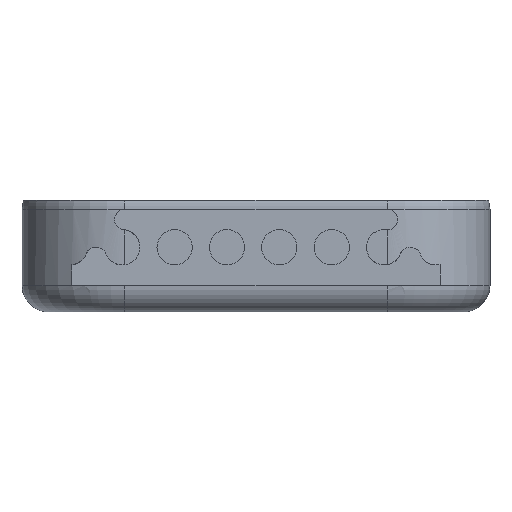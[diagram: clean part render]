
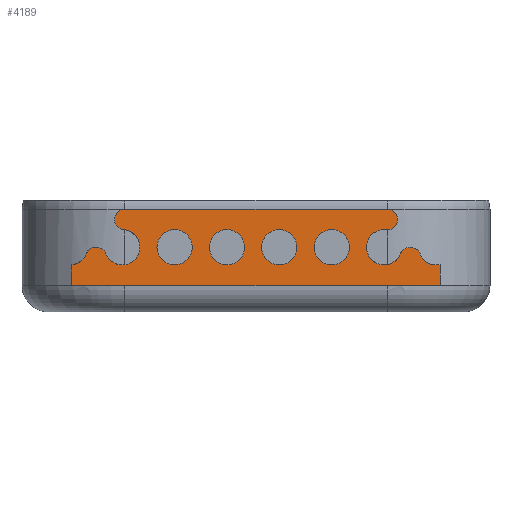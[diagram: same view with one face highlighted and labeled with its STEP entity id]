
A CAD part, front view. The second image highlights one B-rep face of the part: STEP entity #4189.
In plain terms, the highlighted planar face has unit normal (0, -1, 0).
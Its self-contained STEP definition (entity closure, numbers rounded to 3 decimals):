
#1527=CARTESIAN_POINT('',(-58.842,-17.9,-1.6));
#1528=VERTEX_POINT('',#1527);
#1536=CARTESIAN_POINT('',(-58.842,-17.9,-0.896));
#1537=VERTEX_POINT('',#1536);
#1538=CARTESIAN_POINT('',(-58.842,-17.9,-0.896));
#1539=DIRECTION('',(0.,0.,-1.));
#1540=VECTOR('',#1539,0.704);
#1541=LINE('',#1538,#1540);
#1542=EDGE_CURVE('',#1537,#1528,#1541,.T.);
#1731=CARTESIAN_POINT('',(-46.307,-17.9,-0.887));
#1732=VERTEX_POINT('',#1731);
#1749=CARTESIAN_POINT('',(-46.307,-17.9,-1.6));
#1750=VERTEX_POINT('',#1749);
#1751=CARTESIAN_POINT('',(-46.307,-17.9,-1.6));
#1752=DIRECTION('',(-0.,-0.,1.));
#1753=VECTOR('',#1752,0.713);
#1754=LINE('',#1751,#1753);
#1755=EDGE_CURVE('',#1750,#1732,#1754,.T.);
#3912=CARTESIAN_POINT('',(-58.352,-17.9,-0.521));
#3913=VERTEX_POINT('',#3912);
#3914=CARTESIAN_POINT('',(-58.91,-17.9,-0.3));
#3915=DIRECTION('',(0.,-1.,0.));
#3916=DIRECTION('',(0.,0.,-1.));
#3917=AXIS2_PLACEMENT_3D('',#3914,#3915,#3916);
#3918=CIRCLE('',#3917,0.6);
#3919=EDGE_CURVE('',#1537,#3913,#3918,.T.);
#3936=CARTESIAN_POINT('',(-57.685,-17.9,-0.521));
#3937=VERTEX_POINT('',#3936);
#3944=CARTESIAN_POINT('',(-57.123,-17.9,0.3));
#3945=VERTEX_POINT('',#3944);
#3946=CARTESIAN_POINT('',(-57.127,-17.9,-0.3));
#3947=DIRECTION('',(0.,-1.,0.));
#3948=DIRECTION('',(0.,0.,-1.));
#3949=AXIS2_PLACEMENT_3D('',#3946,#3947,#3948);
#3950=CIRCLE('',#3949,0.6);
#3951=EDGE_CURVE('',#3937,#3945,#3950,.T.);
#3964=CARTESIAN_POINT('',(0.,-17.9,0.));
#3965=DIRECTION('',(0.,1.,0.));
#3966=DIRECTION('',(1.,0.,0.));
#3967=AXIS2_PLACEMENT_3D('',#3964,#3965,#3966);
#3968=PLANE('',#3967);
#3969=ORIENTED_EDGE('',*,*,#1542,.T.);
#3970=CARTESIAN_POINT('',(-58.842,-17.9,-1.6));
#3971=DIRECTION('',(1.,0.,-0.));
#3972=VECTOR('',#3971,12.535);
#3973=LINE('',#3970,#3972);
#3974=EDGE_CURVE('',#1528,#1750,#3973,.T.);
#3975=ORIENTED_EDGE('',*,*,#3974,.T.);
#3976=ORIENTED_EDGE('',*,*,#1755,.T.);
#3977=CARTESIAN_POINT('',(-46.991,-17.9,-0.521));
#3978=VERTEX_POINT('',#3977);
#3979=CARTESIAN_POINT('',(-46.433,-17.9,-0.3));
#3980=DIRECTION('',(0.,-1.,0.));
#3981=DIRECTION('',(0.,0.,-1.));
#3982=AXIS2_PLACEMENT_3D('',#3979,#3980,#3981);
#3983=CIRCLE('',#3982,0.6);
#3984=EDGE_CURVE('',#3978,#1732,#3983,.T.);
#3985=ORIENTED_EDGE('',*,*,#3984,.F.);
#3986=CARTESIAN_POINT('',(-47.316,-17.9,-0.3));
#3987=VERTEX_POINT('',#3986);
#3988=CARTESIAN_POINT('',(-47.316,-17.9,-0.65));
#3989=DIRECTION('',(0.,1.,0.));
#3990=DIRECTION('',(0.,-0.,1.));
#3991=AXIS2_PLACEMENT_3D('',#3988,#3989,#3990);
#3992=CIRCLE('',#3991,0.35);
#3993=EDGE_CURVE('',#3987,#3978,#3992,.T.);
#3994=ORIENTED_EDGE('',*,*,#3993,.F.);
#3995=CARTESIAN_POINT('',(-47.332,-17.9,-0.3));
#3996=VERTEX_POINT('',#3995);
#3997=CARTESIAN_POINT('',(-47.316,-17.9,-0.3));
#3998=DIRECTION('',(-1.,0.,0.));
#3999=VECTOR('',#3998,0.016);
#4000=LINE('',#3997,#3999);
#4001=EDGE_CURVE('',#3987,#3996,#4000,.T.);
#4002=ORIENTED_EDGE('',*,*,#4001,.T.);
#4003=CARTESIAN_POINT('',(-47.658,-17.9,-0.521));
#4004=VERTEX_POINT('',#4003);
#4005=CARTESIAN_POINT('',(-47.332,-17.9,-0.65));
#4006=DIRECTION('',(0.,1.,0.));
#4007=DIRECTION('',(0.,-0.,1.));
#4008=AXIS2_PLACEMENT_3D('',#4005,#4006,#4007);
#4009=CIRCLE('',#4008,0.35);
#4010=EDGE_CURVE('',#4004,#3996,#4009,.T.);
#4011=ORIENTED_EDGE('',*,*,#4010,.F.);
#4012=CARTESIAN_POINT('',(-48.215,-17.9,0.3));
#4013=VERTEX_POINT('',#4012);
#4014=CARTESIAN_POINT('',(-48.215,-17.9,-0.3));
#4015=DIRECTION('',(0.,-1.,0.));
#4016=DIRECTION('',(0.,0.,-1.));
#4017=AXIS2_PLACEMENT_3D('',#4014,#4015,#4016);
#4018=CIRCLE('',#4017,0.6);
#4019=EDGE_CURVE('',#4013,#4004,#4018,.T.);
#4020=ORIENTED_EDGE('',*,*,#4019,.F.);
#4021=CARTESIAN_POINT('',(-48.211,-17.9,0.3));
#4022=VERTEX_POINT('',#4021);
#4023=CARTESIAN_POINT('',(-48.215,-17.9,-0.3));
#4024=DIRECTION('',(0.,-1.,0.));
#4025=DIRECTION('',(0.,0.,-1.));
#4026=AXIS2_PLACEMENT_3D('',#4023,#4024,#4025);
#4027=CIRCLE('',#4026,0.6);
#4028=EDGE_CURVE('',#4022,#4013,#4027,.T.);
#4029=ORIENTED_EDGE('',*,*,#4028,.F.);
#4030=CARTESIAN_POINT('',(-48.146,-17.9,0.297));
#4031=VERTEX_POINT('',#4030);
#4032=CARTESIAN_POINT('',(-48.207,-17.9,-0.3));
#4033=DIRECTION('',(0.,-1.,0.));
#4034=DIRECTION('',(0.,0.,-1.));
#4035=AXIS2_PLACEMENT_3D('',#4032,#4033,#4034);
#4036=CIRCLE('',#4035,0.6);
#4037=EDGE_CURVE('',#4031,#4022,#4036,.T.);
#4038=ORIENTED_EDGE('',*,*,#4037,.F.);
#4039=CARTESIAN_POINT('',(-48.11,-17.9,0.295));
#4040=VERTEX_POINT('',#4039);
#4041=CARTESIAN_POINT('',(-48.11,-17.9,0.647));
#4042=DIRECTION('',(0.,-1.,0.));
#4043=DIRECTION('',(0.,0.,-1.));
#4044=AXIS2_PLACEMENT_3D('',#4041,#4042,#4043);
#4045=CIRCLE('',#4044,0.353);
#4046=EDGE_CURVE('',#4031,#4040,#4045,.T.);
#4047=ORIENTED_EDGE('',*,*,#4046,.T.);
#4048=CARTESIAN_POINT('',(-48.11,-17.9,1.));
#4049=VERTEX_POINT('',#4048);
#4050=CARTESIAN_POINT('',(-48.11,-17.9,0.647));
#4051=DIRECTION('',(0.,-1.,0.));
#4052=DIRECTION('',(0.,0.,-1.));
#4053=AXIS2_PLACEMENT_3D('',#4050,#4051,#4052);
#4054=CIRCLE('',#4053,0.353);
#4055=EDGE_CURVE('',#4040,#4049,#4054,.T.);
#4056=ORIENTED_EDGE('',*,*,#4055,.T.);
#4057=CARTESIAN_POINT('',(-57.039,-17.9,1.));
#4058=VERTEX_POINT('',#4057);
#4059=CARTESIAN_POINT('',(-48.11,-17.9,1.));
#4060=DIRECTION('',(-1.,0.,0.));
#4061=VECTOR('',#4060,8.93);
#4062=LINE('',#4059,#4061);
#4063=EDGE_CURVE('',#4049,#4058,#4062,.T.);
#4064=ORIENTED_EDGE('',*,*,#4063,.T.);
#4065=CARTESIAN_POINT('',(-57.069,-17.9,0.298));
#4066=VERTEX_POINT('',#4065);
#4067=CARTESIAN_POINT('',(-57.039,-17.9,0.648));
#4068=DIRECTION('',(0.,-1.,0.));
#4069=DIRECTION('',(0.,0.,-1.));
#4070=AXIS2_PLACEMENT_3D('',#4067,#4068,#4069);
#4071=CIRCLE('',#4070,0.352);
#4072=EDGE_CURVE('',#4058,#4066,#4071,.T.);
#4073=ORIENTED_EDGE('',*,*,#4072,.T.);
#4074=CARTESIAN_POINT('',(-57.119,-17.9,-0.3));
#4075=DIRECTION('',(0.,-1.,0.));
#4076=DIRECTION('',(0.,0.,-1.));
#4077=AXIS2_PLACEMENT_3D('',#4074,#4075,#4076);
#4078=CIRCLE('',#4077,0.6);
#4079=EDGE_CURVE('',#4066,#3945,#4078,.T.);
#4080=ORIENTED_EDGE('',*,*,#4079,.T.);
#4081=ORIENTED_EDGE('',*,*,#3951,.F.);
#4082=CARTESIAN_POINT('',(-58.011,-17.9,-0.3));
#4083=VERTEX_POINT('',#4082);
#4084=CARTESIAN_POINT('',(-58.011,-17.9,-0.65));
#4085=DIRECTION('',(0.,1.,0.));
#4086=DIRECTION('',(0.,-0.,1.));
#4087=AXIS2_PLACEMENT_3D('',#4084,#4085,#4086);
#4088=CIRCLE('',#4087,0.35);
#4089=EDGE_CURVE('',#4083,#3937,#4088,.T.);
#4090=ORIENTED_EDGE('',*,*,#4089,.F.);
#4091=CARTESIAN_POINT('',(-58.027,-17.9,-0.3));
#4092=VERTEX_POINT('',#4091);
#4093=CARTESIAN_POINT('',(-58.011,-17.9,-0.3));
#4094=DIRECTION('',(-1.,0.,0.));
#4095=VECTOR('',#4094,0.016);
#4096=LINE('',#4093,#4095);
#4097=EDGE_CURVE('',#4083,#4092,#4096,.T.);
#4098=ORIENTED_EDGE('',*,*,#4097,.T.);
#4099=CARTESIAN_POINT('',(-58.027,-17.9,-0.65));
#4100=DIRECTION('',(0.,1.,0.));
#4101=DIRECTION('',(0.,-0.,1.));
#4102=AXIS2_PLACEMENT_3D('',#4099,#4100,#4101);
#4103=CIRCLE('',#4102,0.35);
#4104=EDGE_CURVE('',#3913,#4092,#4103,.T.);
#4105=ORIENTED_EDGE('',*,*,#4104,.F.);
#4106=ORIENTED_EDGE('',*,*,#3919,.F.);
#4107=EDGE_LOOP('',(#3969,#3975,#3976,#3985,#3994,#4002,#4011,#4020,#4029,#4038,#4047,#4056,#4064,#4073,#4080,#4081,#4090,#4098,#4105,#4106));
#4108=FACE_BOUND('',#4107,.T.);
#4109=CARTESIAN_POINT('',(-49.998,-17.9,0.3));
#4110=VERTEX_POINT('',#4109);
#4111=CARTESIAN_POINT('',(-49.998,-17.9,-0.9));
#4112=VERTEX_POINT('',#4111);
#4113=CARTESIAN_POINT('',(-49.998,-17.9,-0.3));
#4114=DIRECTION('',(0.,-1.,0.));
#4115=DIRECTION('',(0.,0.,-1.));
#4116=AXIS2_PLACEMENT_3D('',#4113,#4114,#4115);
#4117=CIRCLE('',#4116,0.6);
#4118=EDGE_CURVE('',#4110,#4112,#4117,.T.);
#4119=ORIENTED_EDGE('',*,*,#4118,.F.);
#4120=CARTESIAN_POINT('',(-49.998,-17.9,-0.3));
#4121=DIRECTION('',(0.,-1.,0.));
#4122=DIRECTION('',(0.,0.,-1.));
#4123=AXIS2_PLACEMENT_3D('',#4120,#4121,#4122);
#4124=CIRCLE('',#4123,0.6);
#4125=EDGE_CURVE('',#4112,#4110,#4124,.T.);
#4126=ORIENTED_EDGE('',*,*,#4125,.F.);
#4127=EDGE_LOOP('',(#4119,#4126));
#4128=FACE_BOUND('',#4127,.T.);
#4129=CARTESIAN_POINT('',(-51.78,-17.9,0.3));
#4130=VERTEX_POINT('',#4129);
#4131=CARTESIAN_POINT('',(-51.78,-17.9,-0.9));
#4132=VERTEX_POINT('',#4131);
#4133=CARTESIAN_POINT('',(-51.78,-17.9,-0.3));
#4134=DIRECTION('',(0.,-1.,0.));
#4135=DIRECTION('',(0.,0.,-1.));
#4136=AXIS2_PLACEMENT_3D('',#4133,#4134,#4135);
#4137=CIRCLE('',#4136,0.6);
#4138=EDGE_CURVE('',#4130,#4132,#4137,.T.);
#4139=ORIENTED_EDGE('',*,*,#4138,.F.);
#4140=CARTESIAN_POINT('',(-51.78,-17.9,-0.3));
#4141=DIRECTION('',(0.,-1.,0.));
#4142=DIRECTION('',(0.,0.,-1.));
#4143=AXIS2_PLACEMENT_3D('',#4140,#4141,#4142);
#4144=CIRCLE('',#4143,0.6);
#4145=EDGE_CURVE('',#4132,#4130,#4144,.T.);
#4146=ORIENTED_EDGE('',*,*,#4145,.F.);
#4147=EDGE_LOOP('',(#4139,#4146));
#4148=FACE_BOUND('',#4147,.T.);
#4149=CARTESIAN_POINT('',(-53.563,-17.9,0.3));
#4150=VERTEX_POINT('',#4149);
#4151=CARTESIAN_POINT('',(-53.563,-17.9,-0.9));
#4152=VERTEX_POINT('',#4151);
#4153=CARTESIAN_POINT('',(-53.563,-17.9,-0.3));
#4154=DIRECTION('',(0.,-1.,0.));
#4155=DIRECTION('',(0.,0.,-1.));
#4156=AXIS2_PLACEMENT_3D('',#4153,#4154,#4155);
#4157=CIRCLE('',#4156,0.6);
#4158=EDGE_CURVE('',#4150,#4152,#4157,.T.);
#4159=ORIENTED_EDGE('',*,*,#4158,.F.);
#4160=CARTESIAN_POINT('',(-53.563,-17.9,-0.3));
#4161=DIRECTION('',(0.,-1.,0.));
#4162=DIRECTION('',(0.,0.,-1.));
#4163=AXIS2_PLACEMENT_3D('',#4160,#4161,#4162);
#4164=CIRCLE('',#4163,0.6);
#4165=EDGE_CURVE('',#4152,#4150,#4164,.T.);
#4166=ORIENTED_EDGE('',*,*,#4165,.F.);
#4167=EDGE_LOOP('',(#4159,#4166));
#4168=FACE_BOUND('',#4167,.T.);
#4169=CARTESIAN_POINT('',(-55.345,-17.9,0.3));
#4170=VERTEX_POINT('',#4169);
#4171=CARTESIAN_POINT('',(-55.345,-17.9,-0.9));
#4172=VERTEX_POINT('',#4171);
#4173=CARTESIAN_POINT('',(-55.345,-17.9,-0.3));
#4174=DIRECTION('',(0.,-1.,0.));
#4175=DIRECTION('',(0.,0.,-1.));
#4176=AXIS2_PLACEMENT_3D('',#4173,#4174,#4175);
#4177=CIRCLE('',#4176,0.6);
#4178=EDGE_CURVE('',#4170,#4172,#4177,.T.);
#4179=ORIENTED_EDGE('',*,*,#4178,.F.);
#4180=CARTESIAN_POINT('',(-55.345,-17.9,-0.3));
#4181=DIRECTION('',(0.,-1.,0.));
#4182=DIRECTION('',(0.,0.,-1.));
#4183=AXIS2_PLACEMENT_3D('',#4180,#4181,#4182);
#4184=CIRCLE('',#4183,0.6);
#4185=EDGE_CURVE('',#4172,#4170,#4184,.T.);
#4186=ORIENTED_EDGE('',*,*,#4185,.F.);
#4187=EDGE_LOOP('',(#4179,#4186));
#4188=FACE_BOUND('',#4187,.T.);
#4189=ADVANCED_FACE('',(#4108,#4128,#4148,#4168,#4188),#3968,.F.);
